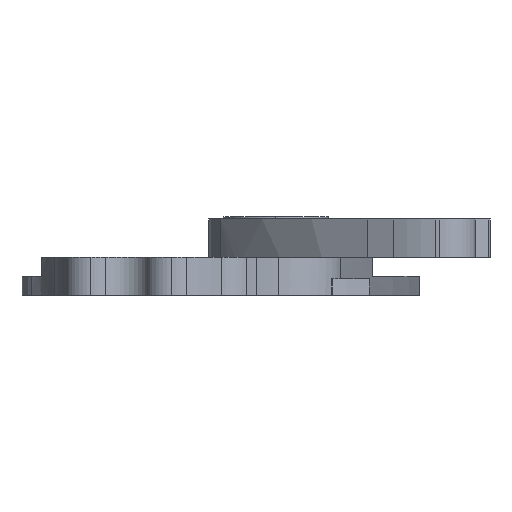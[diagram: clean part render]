
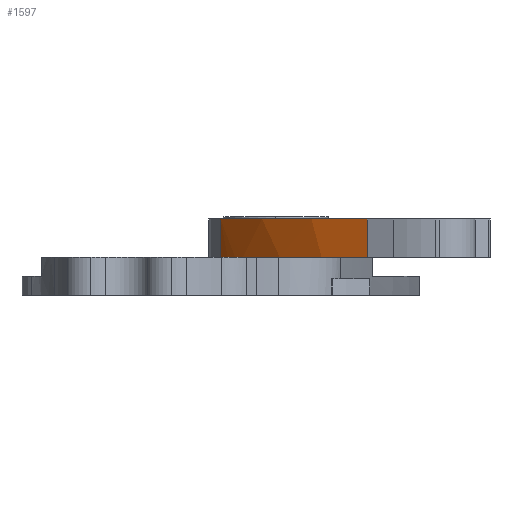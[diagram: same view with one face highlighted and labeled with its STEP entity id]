
A CAD part, left-side view. The second image highlights one B-rep face of the part: STEP entity #1597.
In plain terms, the highlighted cylindrical face has radius 81.295 mm (diameter 162.591 mm), a partial arc.
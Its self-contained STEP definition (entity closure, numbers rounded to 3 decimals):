
#32 = CYLINDRICAL_SURFACE ( 'NONE', #1817, 81.295 ) ;
#80 = VERTEX_POINT ( 'NONE', #1849 ) ;
#112 = CIRCLE ( 'NONE', #3019, 81.295 ) ;
#129 = FACE_OUTER_BOUND ( 'NONE', #2727, .T. ) ;
#267 = DIRECTION ( 'NONE',  ( 0., 0., 1. ) ) ;
#338 = EDGE_CURVE ( 'NONE', #80, #3393, #1827, .T. ) ;
#360 = CARTESIAN_POINT ( 'NONE',  ( 38.036, -55.515, 16. ) ) ;
#448 = CARTESIAN_POINT ( 'NONE',  ( -34.718, -19.241, 8. ) ) ;
#484 = EDGE_CURVE ( 'NONE', #3393, #2230, #2843, .T. ) ;
#516 = CARTESIAN_POINT ( 'NONE',  ( 38.036, -55.515, 16. ) ) ;
#575 = CARTESIAN_POINT ( 'NONE',  ( -7.913, 11.549, 16. ) ) ;
#587 = AXIS2_PLACEMENT_3D ( 'NONE', #516, #1014, #2272 ) ;
#898 = ORIENTED_EDGE ( 'NONE', *, *, #3510, .T. ) ;
#973 = EDGE_CURVE ( 'NONE', #1571, #3352, #3331, .T. ) ;
#990 = VECTOR ( 'NONE', #3223, 1000. ) ;
#1014 = DIRECTION ( 'NONE',  ( 0., 0., 1. ) ) ;
#1040 = VECTOR ( 'NONE', #1982, 1000. ) ;
#1149 = EDGE_CURVE ( 'NONE', #80, #1571, #2122, .T. ) ;
#1234 = ORIENTED_EDGE ( 'NONE', *, *, #1149, .F. ) ;
#1291 = AXIS2_PLACEMENT_3D ( 'NONE', #1725, #3710, #1963 ) ;
#1571 = VERTEX_POINT ( 'NONE', #3256 ) ;
#1597 = ADVANCED_FACE ( 'NONE', ( #129 ), #32, .T. ) ;
#1725 = CARTESIAN_POINT ( 'NONE',  ( 38.036, -55.515, 8. ) ) ;
#1803 = DIRECTION ( 'NONE',  ( 0., 0., -1. ) ) ;
#1817 = AXIS2_PLACEMENT_3D ( 'NONE', #360, #1803, #2412 ) ;
#1827 = LINE ( 'NONE', #575, #1040 ) ;
#1849 = CARTESIAN_POINT ( 'NONE',  ( -7.913, 11.549, 16. ) ) ;
#1963 = DIRECTION ( 'NONE',  ( 1., 0., 0. ) ) ;
#1982 = DIRECTION ( 'NONE',  ( 0., 0., -1. ) ) ;
#2031 = CARTESIAN_POINT ( 'NONE',  ( 38.036, -55.515, 8. ) ) ;
#2122 = CIRCLE ( 'NONE', #587, 81.295 ) ;
#2230 = VERTEX_POINT ( 'NONE', #3626 ) ;
#2272 = DIRECTION ( 'NONE',  ( 1., 0., 0. ) ) ;
#2327 = DIRECTION ( 'NONE',  ( 1., 0., 0. ) ) ;
#2412 = DIRECTION ( 'NONE',  ( -1., 0., 0. ) ) ;
#2727 = EDGE_LOOP ( 'NONE', ( #2902, #898, #3061, #1234, #3255 ) ) ;
#2739 = CARTESIAN_POINT ( 'NONE',  ( -34.718, -19.241, 16. ) ) ;
#2843 = CIRCLE ( 'NONE', #1291, 81.295 ) ;
#2902 = ORIENTED_EDGE ( 'NONE', *, *, #484, .T. ) ;
#3019 = AXIS2_PLACEMENT_3D ( 'NONE', #2031, #267, #2327 ) ;
#3061 = ORIENTED_EDGE ( 'NONE', *, *, #973, .F. ) ;
#3223 = DIRECTION ( 'NONE',  ( 0., 0., -1. ) ) ;
#3255 = ORIENTED_EDGE ( 'NONE', *, *, #338, .T. ) ;
#3256 = CARTESIAN_POINT ( 'NONE',  ( -34.718, -19.241, 16. ) ) ;
#3331 = LINE ( 'NONE', #2739, #990 ) ;
#3352 = VERTEX_POINT ( 'NONE', #448 ) ;
#3393 = VERTEX_POINT ( 'NONE', #3400 ) ;
#3400 = CARTESIAN_POINT ( 'NONE',  ( -7.913, 11.549, 8. ) ) ;
#3510 = EDGE_CURVE ( 'NONE', #2230, #3352, #112, .T. ) ;
#3626 = CARTESIAN_POINT ( 'NONE',  ( -14.106, 6.856, 8. ) ) ;
#3710 = DIRECTION ( 'NONE',  ( 0., 0., 1. ) ) ;
